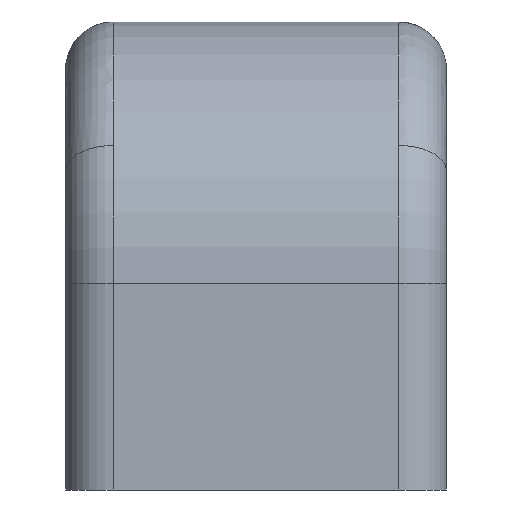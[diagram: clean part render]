
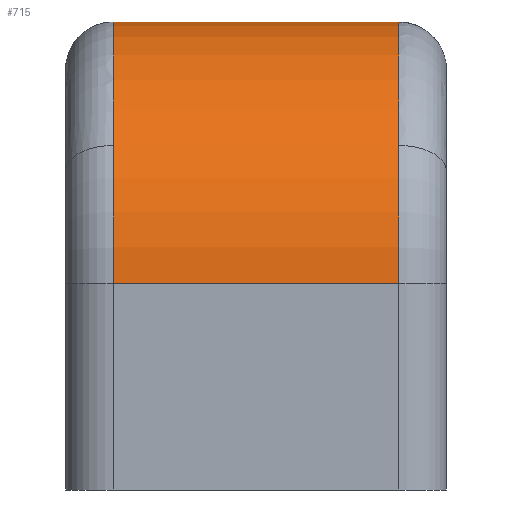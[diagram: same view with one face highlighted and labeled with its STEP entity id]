
A CAD part, left-side view. The second image highlights one B-rep face of the part: STEP entity #715.
In plain terms, the highlighted cylindrical face has radius 16.5 mm (diameter 33 mm), a partial arc.
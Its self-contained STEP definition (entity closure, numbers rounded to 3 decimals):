
#89=FACE_OUTER_BOUND('',#137,.T.);
#137=EDGE_LOOP('',(#504,#505,#506,#507,#508,#509));
#189=LINE('',#1214,#215);
#190=LINE('',#1216,#216);
#215=VECTOR('',#966,10.);
#216=VECTOR('',#969,10.);
#239=CIRCLE('',#787,16.5);
#241=CIRCLE('',#791,16.5);
#247=CIRCLE('',#800,16.5);
#250=CIRCLE('',#804,16.5);
#302=VERTEX_POINT('',#1124);
#305=VERTEX_POINT('',#1131);
#307=VERTEX_POINT('',#1135);
#316=VERTEX_POINT('',#1182);
#317=VERTEX_POINT('',#1186);
#318=VERTEX_POINT('',#1191);
#369=EDGE_CURVE('',#305,#307,#239,.T.);
#374=EDGE_CURVE('',#302,#305,#241,.T.);
#384=EDGE_CURVE('',#316,#317,#247,.T.);
#387=EDGE_CURVE('',#317,#318,#250,.T.);
#396=EDGE_CURVE('',#307,#316,#189,.T.);
#397=EDGE_CURVE('',#302,#318,#190,.T.);
#504=ORIENTED_EDGE('',*,*,#374,.T.);
#505=ORIENTED_EDGE('',*,*,#369,.T.);
#506=ORIENTED_EDGE('',*,*,#396,.T.);
#507=ORIENTED_EDGE('',*,*,#384,.T.);
#508=ORIENTED_EDGE('',*,*,#387,.T.);
#509=ORIENTED_EDGE('',*,*,#397,.F.);
#644=CYLINDRICAL_SURFACE('',#817,16.5);
#715=ADVANCED_FACE('',(#89),#644,.T.);
#787=AXIS2_PLACEMENT_3D('',#1137,#900,#901);
#791=AXIS2_PLACEMENT_3D('',#1153,#910,#911);
#800=AXIS2_PLACEMENT_3D('',#1188,#930,#931);
#804=AXIS2_PLACEMENT_3D('',#1193,#938,#939);
#817=AXIS2_PLACEMENT_3D('',#1215,#967,#968);
#900=DIRECTION('center_axis',(0.,-1.,0.));
#901=DIRECTION('ref_axis',(-0.707,0.,0.707));
#910=DIRECTION('center_axis',(0.,-1.,0.));
#911=DIRECTION('ref_axis',(0.,0.,1.));
#930=DIRECTION('center_axis',(0.,1.,0.));
#931=DIRECTION('ref_axis',(-0.707,0.,0.707));
#938=DIRECTION('center_axis',(0.,1.,0.));
#939=DIRECTION('ref_axis',(0.,0.,1.));
#966=DIRECTION('',(0.,-1.,0.));
#967=DIRECTION('center_axis',(0.,-1.,0.));
#968=DIRECTION('ref_axis',(0.,0.,-1.));
#969=DIRECTION('',(0.,-1.,0.));
#1124=CARTESIAN_POINT('',(-28.,9.,29.5));
#1131=CARTESIAN_POINT('',(-42.015,9.,21.708));
#1135=CARTESIAN_POINT('',(-44.5,9.,13.));
#1137=CARTESIAN_POINT('Origin',(-28.,9.,13.));
#1153=CARTESIAN_POINT('Origin',(-28.,9.,13.));
#1182=CARTESIAN_POINT('',(-44.5,-9.,13.));
#1186=CARTESIAN_POINT('',(-42.015,-9.,21.708));
#1188=CARTESIAN_POINT('Origin',(-28.,-9.,13.));
#1191=CARTESIAN_POINT('',(-28.,-9.,29.5));
#1193=CARTESIAN_POINT('Origin',(-28.,-9.,13.));
#1214=CARTESIAN_POINT('',(-44.5,0.,13.));
#1215=CARTESIAN_POINT('Origin',(-28.,0.,13.));
#1216=CARTESIAN_POINT('',(-28.,0.,29.5));
